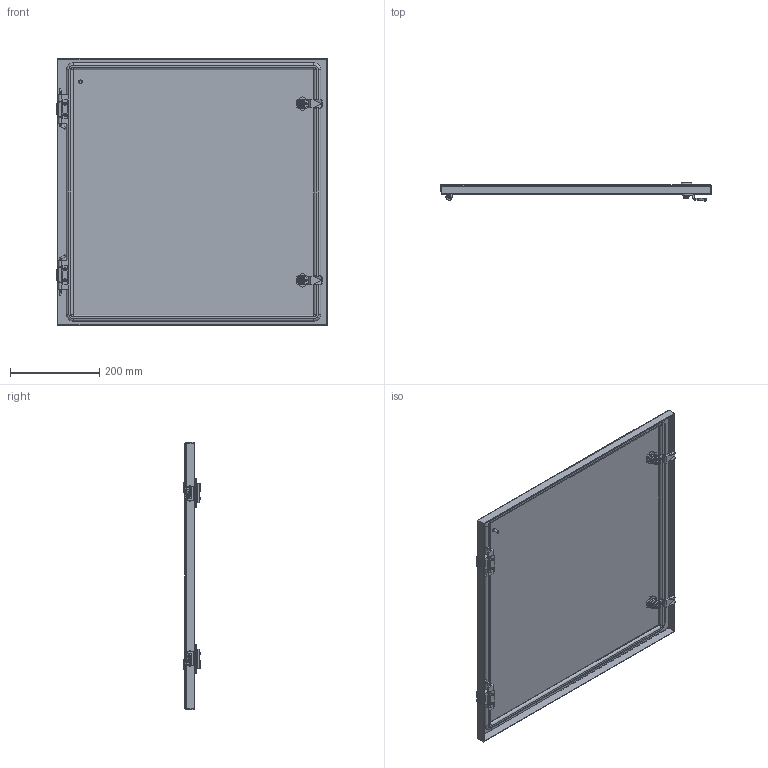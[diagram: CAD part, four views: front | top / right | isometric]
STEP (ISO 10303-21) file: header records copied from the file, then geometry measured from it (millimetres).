
FILE_DESCRIPTION (( 'STEP AP214' ), '1' );
FILE_NAME ('SCE-WSSBTD.STEP', '2022-08-31T13:15:07', ( '' ), ( '' ), 'SwSTEP 2.0', 'SolidWorks 2021', '' );
FILE_SCHEMA (( 'AUTOMOTIVE_DESIGN' ));
Length unit declared in the file: inch
Products named in the file (1): SCE-WSSBTD
Bounding box: 607.95 x 39.96 x 599.29 mm (x, y, z)
Volume: 1063391.5 mm3; surface area: 963348.2 mm2
Topology: 31 solids, 31 shells, 1513 faces, 3800 edges, 2395 vertices
Faces by surface type: plane 754, cylinder 523, bspline 144, cone 46, torus 46
Full cylindrical faces by diameter (mm): 3.454 x2, 3.978 x2, 4.318 x6, 4.369 x4, 4.978 x8, 5 x2, 5.156 x4, 5.182 x4, 5.2 x4, 5.5 x2, 5.537 x2, 6.198 x4, 6.299 x1, 6.35 x4, 9.525 x4, 9.9 x2, 10 x2, 12.8 x2, 13.5 x2, 16 x2, 16.1 x2, 19.8 x2, 20.376 x2, 28 x2
Entity records: 51031 total; most frequent: CARTESIAN_POINT 16031, ORIENTED_EDGE 7224, DIRECTION 6922, EDGE_CURVE 3612, AXIS2_PLACEMENT_3D 2398, VERTEX_POINT 2340, LINE 2126, VECTOR 2126
